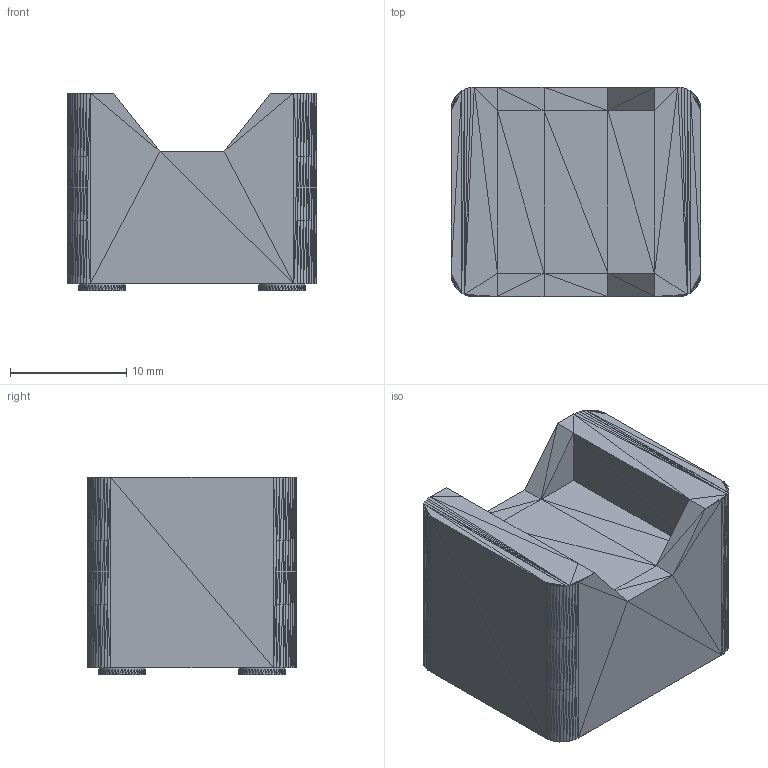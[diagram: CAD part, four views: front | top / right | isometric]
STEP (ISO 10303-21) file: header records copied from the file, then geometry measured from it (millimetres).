
FILE_DESCRIPTION((''),'2;1');
FILE_NAME('TSSOP28_173mil_Adapter', '2025-10-01T16:52:26', (''), (''), 'ImageToStl.com STEP Converter','', '');
FILE_SCHEMA(('AUTOMOTIVE_DESIGN_CC2'));
Length unit declared in the file: metre
Products named in the file (1): product0
Bounding box: 21.5 x 18 x 17 mm (x, y, z)
Surface area: 2140.5 mm2 (no closed solid volume)
Topology: 0 solids, 1092 shells, 1092 faces, 3276 edges, 548 vertices
Faces by surface type: plane 1092
Entity records: 26247 total; most frequent: DIRECTION 5462, ORIENTED_EDGE 3276, EDGE_CURVE 3276, LINE 3276, VECTOR 3276, AXIS2_PLACEMENT_3D 1093, STYLED_ITEM 1093, FACE_SURFACE 1092
